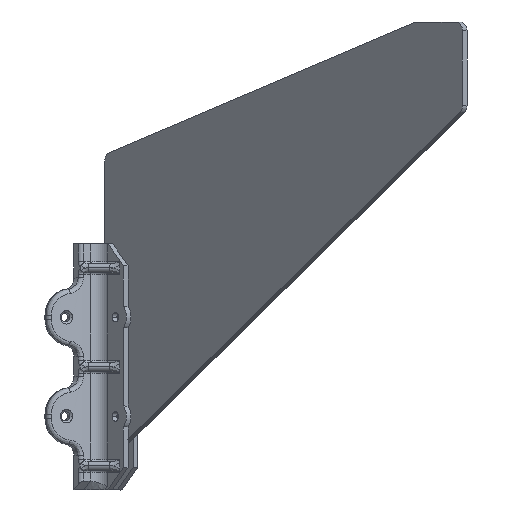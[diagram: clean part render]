
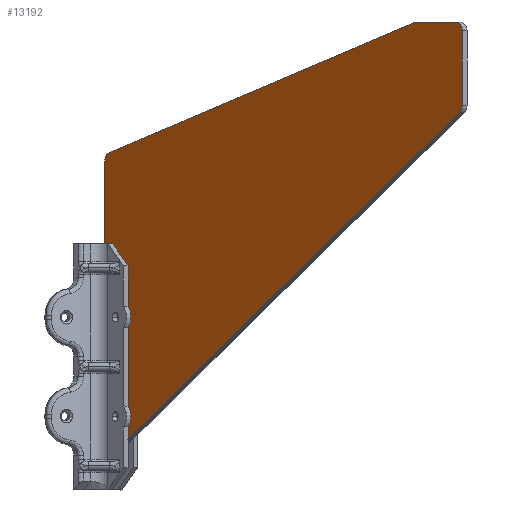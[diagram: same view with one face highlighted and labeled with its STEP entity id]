
A CAD part, top view. The second image highlights one B-rep face of the part: STEP entity #13192.
In plain terms, the highlighted face is planar.
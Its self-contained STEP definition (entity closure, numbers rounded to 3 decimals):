
#207 = EDGE_CURVE ( 'NONE', #12014, #4620, #2257, .T. ) ;
#229 = ORIENTED_EDGE ( 'NONE', *, *, #12341, .T. ) ;
#357 = FACE_OUTER_BOUND ( 'NONE', #1578, .T. ) ;
#450 = VERTEX_POINT ( 'NONE', #12396 ) ;
#507 = EDGE_CURVE ( 'NONE', #2138, #673, #7706, .T. ) ;
#634 = CARTESIAN_POINT ( 'NONE',  ( 10., 74., 0. ) ) ;
#673 = VERTEX_POINT ( 'NONE', #6766 ) ;
#813 = ORIENTED_EDGE ( 'NONE', *, *, #14202, .F. ) ;
#962 = CARTESIAN_POINT ( 'NONE',  ( 0., 132.345, 0. ) ) ;
#1046 = EDGE_CURVE ( 'NONE', #4730, #3660, #9824, .T. ) ;
#1458 = DIRECTION ( 'NONE',  ( -1., 0., 0. ) ) ;
#1578 = EDGE_LOOP ( 'NONE', ( #8613, #4979, #15094, #11602, #2279, #14240, #5757, #14545, #14068, #229 ) ) ;
#1735 = CARTESIAN_POINT ( 'NONE',  ( 10., 119.2, 0. ) ) ;
#1806 = AXIS2_PLACEMENT_3D ( 'NONE', #1735, #4058, #11226 ) ;
#1899 = CARTESIAN_POINT ( 'NONE',  ( 0., 140., 0. ) ) ;
#2138 = VERTEX_POINT ( 'NONE', #8680 ) ;
#2257 = LINE ( 'NONE', #6839, #11708 ) ;
#2279 = ORIENTED_EDGE ( 'NONE', *, *, #14601, .F. ) ;
#2767 = FACE_BOUND ( 'NONE', #4506, .T. ) ;
#2852 = CARTESIAN_POINT ( 'NONE',  ( 0., 0., 0. ) ) ;
#2968 = DIRECTION ( 'NONE',  ( -1., 0., 0. ) ) ;
#3069 = EDGE_CURVE ( 'NONE', #14025, #15004, #10668, .T. ) ;
#3137 = DIRECTION ( 'NONE',  ( 0., 0., -1. ) ) ;
#3140 = CARTESIAN_POINT ( 'NONE',  ( 7.9, 119.2, 0. ) ) ;
#3297 = CIRCLE ( 'NONE', #11311, 2.1 ) ;
#3318 = VERTEX_POINT ( 'NONE', #3432 ) ;
#3432 = CARTESIAN_POINT ( 'NONE',  ( 7.9, 74., 0. ) ) ;
#3526 = CIRCLE ( 'NONE', #12398, 4. ) ;
#3531 = EDGE_CURVE ( 'NONE', #11001, #3318, #3297, .T. ) ;
#3568 = AXIS2_PLACEMENT_3D ( 'NONE', #6177, #12028, #1458 ) ;
#3660 = VERTEX_POINT ( 'NONE', #14904 ) ;
#3663 = CARTESIAN_POINT ( 'NONE',  ( 10., 74., 0. ) ) ;
#4058 = DIRECTION ( 'NONE',  ( 0., 0., -1. ) ) ;
#4109 = EDGE_CURVE ( 'NONE', #9655, #450, #6574, .T. ) ;
#4117 = DIRECTION ( 'NONE',  ( 0., 0., -1. ) ) ;
#4148 = AXIS2_PLACEMENT_3D ( 'NONE', #11870, #13103, #6967 ) ;
#4293 = VECTOR ( 'NONE', #4548, 1000. ) ;
#4354 = VERTEX_POINT ( 'NONE', #10858 ) ;
#4406 = CARTESIAN_POINT ( 'NONE',  ( 200.587, -60., 0. ) ) ;
#4495 = DIRECTION ( 'NONE',  ( -1., 0., 0. ) ) ;
#4506 = EDGE_LOOP ( 'NONE', ( #5460, #12977 ) ) ;
#4513 = CARTESIAN_POINT ( 'NONE',  ( 226., -56., 0. ) ) ;
#4548 = DIRECTION ( 'NONE',  ( 1., 0., 0. ) ) ;
#4620 = VERTEX_POINT ( 'NONE', #7242 ) ;
#4730 = VERTEX_POINT ( 'NONE', #9550 ) ;
#4979 = ORIENTED_EDGE ( 'NONE', *, *, #9287, .T. ) ;
#5120 = DIRECTION ( 'NONE',  ( 0., 0., -1. ) ) ;
#5438 = DIRECTION ( 'NONE',  ( -1., 0., 0. ) ) ;
#5460 = ORIENTED_EDGE ( 'NONE', *, *, #3531, .F. ) ;
#5492 = CARTESIAN_POINT ( 'NONE',  ( 230., -60., 0. ) ) ;
#5757 = ORIENTED_EDGE ( 'NONE', *, *, #507, .F. ) ;
#5861 = VECTOR ( 'NONE', #7080, 1000. ) ;
#6005 = CARTESIAN_POINT ( 'NONE',  ( 12.1, 74., 0. ) ) ;
#6012 = VECTOR ( 'NONE', #12705, 1000. ) ;
#6177 = CARTESIAN_POINT ( 'NONE',  ( 4., 132.345, 0. ) ) ;
#6319 = EDGE_CURVE ( 'NONE', #2138, #4620, #3526, .T. ) ;
#6574 = LINE ( 'NONE', #5492, #4293 ) ;
#6624 = CIRCLE ( 'NONE', #4148, 4. ) ;
#6669 = CARTESIAN_POINT ( 'NONE',  ( 226., -22.09, 0. ) ) ;
#6766 = CARTESIAN_POINT ( 'NONE',  ( 6.284, 135.628, 0. ) ) ;
#6839 = CARTESIAN_POINT ( 'NONE',  ( 230., -20., 0. ) ) ;
#6967 = DIRECTION ( 'NONE',  ( -1., 0., 0. ) ) ;
#6981 = VERTEX_POINT ( 'NONE', #962 ) ;
#6983 = DIRECTION ( 'NONE',  ( 0., 1., 0. ) ) ;
#7080 = DIRECTION ( 'NONE',  ( 0., -1., 0. ) ) ;
#7242 = CARTESIAN_POINT ( 'NONE',  ( 230., -22.09, 0. ) ) ;
#7706 = LINE ( 'NONE', #1899, #6012 ) ;
#7983 = DIRECTION ( 'NONE',  ( 0., 0., -1. ) ) ;
#8613 = ORIENTED_EDGE ( 'NONE', *, *, #4109, .F. ) ;
#8680 = CARTESIAN_POINT ( 'NONE',  ( 228.284, -18.806, 0. ) ) ;
#8757 = CIRCLE ( 'NONE', #3568, 4. ) ;
#9049 = AXIS2_PLACEMENT_3D ( 'NONE', #4513, #3137, #10230 ) ;
#9161 = LINE ( 'NONE', #13850, #5861 ) ;
#9234 = ORIENTED_EDGE ( 'NONE', *, *, #3069, .F. ) ;
#9242 = CIRCLE ( 'NONE', #10221, 4. ) ;
#9287 = EDGE_CURVE ( 'NONE', #9655, #3660, #9242, .T. ) ;
#9299 = AXIS2_PLACEMENT_3D ( 'NONE', #2852, #10941, #10711 ) ;
#9550 = CARTESIAN_POINT ( 'NONE',  ( 2.851, -0.855, 0. ) ) ;
#9655 = VERTEX_POINT ( 'NONE', #4406 ) ;
#9673 = CARTESIAN_POINT ( 'NONE',  ( 10., 119.2, 0. ) ) ;
#9824 = LINE ( 'NONE', #14515, #10446 ) ;
#10204 = DIRECTION ( 'NONE',  ( -1., 0., 0. ) ) ;
#10221 = AXIS2_PLACEMENT_3D ( 'NONE', #13826, #7983, #4495 ) ;
#10230 = DIRECTION ( 'NONE',  ( -1., 0., 0. ) ) ;
#10446 = VECTOR ( 'NONE', #12209, 1000. ) ;
#10513 = CARTESIAN_POINT ( 'NONE',  ( 12.1, 119.2, 0. ) ) ;
#10535 = AXIS2_PLACEMENT_3D ( 'NONE', #9673, #5120, #2968 ) ;
#10668 = CIRCLE ( 'NONE', #1806, 2.1 ) ;
#10711 = DIRECTION ( 'NONE',  ( -1., 0., 0. ) ) ;
#10818 = EDGE_CURVE ( 'NONE', #6981, #673, #8757, .T. ) ;
#10830 = DIRECTION ( 'NONE',  ( -1., 0., 0. ) ) ;
#10858 = CARTESIAN_POINT ( 'NONE',  ( 0., 2.976, 0. ) ) ;
#10941 = DIRECTION ( 'NONE',  ( 0., 0., -1. ) ) ;
#11001 = VERTEX_POINT ( 'NONE', #6005 ) ;
#11027 = AXIS2_PLACEMENT_3D ( 'NONE', #3663, #11985, #10830 ) ;
#11226 = DIRECTION ( 'NONE',  ( -1., 0., 0. ) ) ;
#11277 = DIRECTION ( 'NONE',  ( 0., 0., -1. ) ) ;
#11311 = AXIS2_PLACEMENT_3D ( 'NONE', #634, #4117, #5438 ) ;
#11602 = ORIENTED_EDGE ( 'NONE', *, *, #15264, .T. ) ;
#11667 = EDGE_LOOP ( 'NONE', ( #813, #9234 ) ) ;
#11708 = VECTOR ( 'NONE', #6983, 1000. ) ;
#11743 = CIRCLE ( 'NONE', #9049, 4. ) ;
#11870 = CARTESIAN_POINT ( 'NONE',  ( 4., 2.976, 0. ) ) ;
#11985 = DIRECTION ( 'NONE',  ( 0., 0., -1. ) ) ;
#12014 = VERTEX_POINT ( 'NONE', #14841 ) ;
#12028 = DIRECTION ( 'NONE',  ( 0., 0., -1. ) ) ;
#12209 = DIRECTION ( 'NONE',  ( 0.958, -0.287, 0. ) ) ;
#12341 = EDGE_CURVE ( 'NONE', #12014, #450, #11743, .T. ) ;
#12396 = CARTESIAN_POINT ( 'NONE',  ( 226., -60., 0. ) ) ;
#12398 = AXIS2_PLACEMENT_3D ( 'NONE', #6669, #11277, #10204 ) ;
#12518 = CIRCLE ( 'NONE', #11027, 2.1 ) ;
#12705 = DIRECTION ( 'NONE',  ( -0.821, 0.571, 0. ) ) ;
#12977 = ORIENTED_EDGE ( 'NONE', *, *, #14704, .F. ) ;
#13097 = PLANE ( 'NONE',  #9299 ) ;
#13103 = DIRECTION ( 'NONE',  ( 0., 0., -1. ) ) ;
#13192 = ADVANCED_FACE ( 'NONE', ( #2767, #13406, #357 ), #13097, .T. ) ;
#13406 = FACE_BOUND ( 'NONE', #11667, .T. ) ;
#13826 = CARTESIAN_POINT ( 'NONE',  ( 200.587, -56., 0. ) ) ;
#13850 = CARTESIAN_POINT ( 'NONE',  ( 0., 0., 0. ) ) ;
#14025 = VERTEX_POINT ( 'NONE', #3140 ) ;
#14068 = ORIENTED_EDGE ( 'NONE', *, *, #207, .F. ) ;
#14202 = EDGE_CURVE ( 'NONE', #15004, #14025, #14220, .T. ) ;
#14220 = CIRCLE ( 'NONE', #10535, 2.1 ) ;
#14240 = ORIENTED_EDGE ( 'NONE', *, *, #10818, .T. ) ;
#14515 = CARTESIAN_POINT ( 'NONE',  ( 200., -60., 0. ) ) ;
#14545 = ORIENTED_EDGE ( 'NONE', *, *, #6319, .T. ) ;
#14601 = EDGE_CURVE ( 'NONE', #6981, #4354, #9161, .T. ) ;
#14704 = EDGE_CURVE ( 'NONE', #3318, #11001, #12518, .T. ) ;
#14841 = CARTESIAN_POINT ( 'NONE',  ( 230., -56., 0. ) ) ;
#14904 = CARTESIAN_POINT ( 'NONE',  ( 199.438, -59.831, 0. ) ) ;
#15004 = VERTEX_POINT ( 'NONE', #10513 ) ;
#15094 = ORIENTED_EDGE ( 'NONE', *, *, #1046, .F. ) ;
#15264 = EDGE_CURVE ( 'NONE', #4730, #4354, #6624, .T. ) ;
